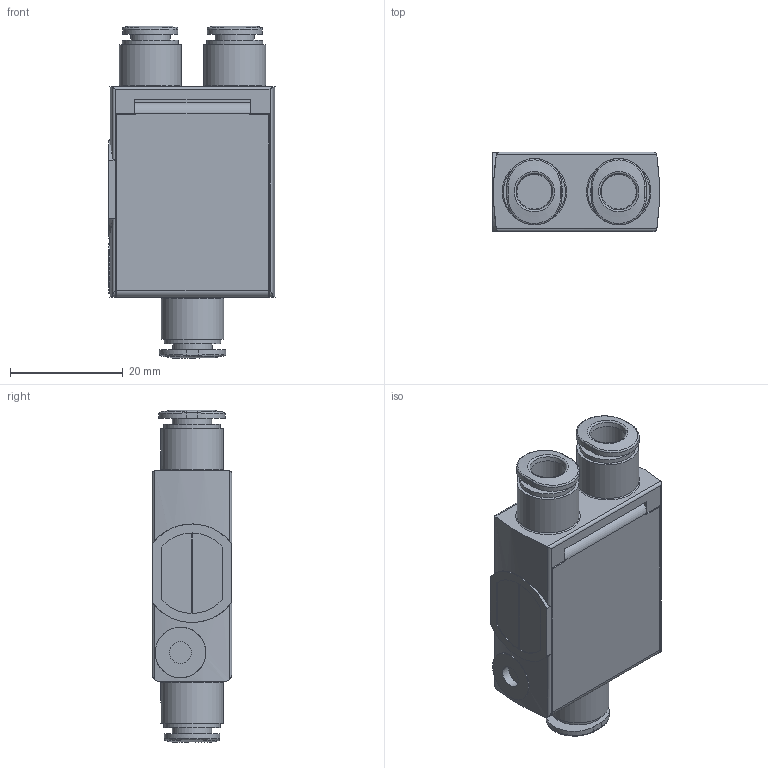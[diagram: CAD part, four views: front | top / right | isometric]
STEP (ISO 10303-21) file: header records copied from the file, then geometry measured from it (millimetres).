
FILE_DESCRIPTION(/* description */ ('STEP AP214'),/* implementation_level */ '2;1');
FILE_NAME(/* name */ '8193270_VBNF-CBA-Q6-Q6',/* time_stamp */ '2024-09-16T10:29:20+02:00',/* author */ ('License CC BY-ND 4.0'),/* organization */ ('CADENAS'),/* preprocessor_version */ 'ST-DEVELOPER v19.3',/* originating_system */ 'PARTsolutions',/* authorisation */ ' ');
FILE_SCHEMA (('AUTOMOTIVE_DESIGN {1 0 10303 214 3 1 1}'));
Length unit declared in the file: millimetre
Products named in the file (1): 8193270 VBNF-CBA-Q6-Q6
Bounding box: 29.61 x 14.1 x 59 mm (x, y, z)
Volume: 17057.3 mm3; surface area: 6330.5 mm2
Topology: 1 solids, 1 shells, 173 faces, 427 edges, 277 vertices
Faces by surface type: plane 101, cylinder 48, bspline 12, torus 6, cone 6
Full cylindrical faces by diameter (mm): 3.9 x1, 6.2 x3, 7 x3, 9 x1, 10 x3, 11.05 x3
Entity records: 6409 total; most frequent: CARTESIAN_POINT 1242, ORIENTED_EDGE 794, DIRECTION 780, EDGE_CURVE 397, VERTEX_POINT 273, AXIS2_PLACEMENT_3D 270, LINE 240, VECTOR 240
